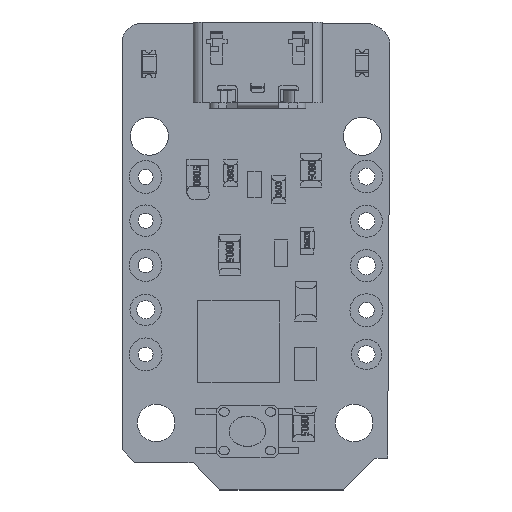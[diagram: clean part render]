
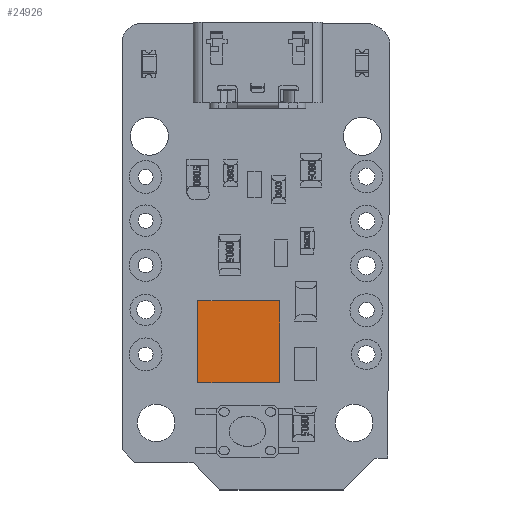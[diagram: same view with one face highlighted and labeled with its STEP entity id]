
A CAD part, top view. The second image highlights one B-rep face of the part: STEP entity #24926.
In plain terms, the highlighted planar face has unit normal (0, 0, 1).
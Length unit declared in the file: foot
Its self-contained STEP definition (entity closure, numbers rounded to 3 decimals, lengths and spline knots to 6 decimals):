
#3007=FACE_OUTER_BOUND('',#4367,.T.);
#4367=EDGE_LOOP('',(#21302,#21303,#21304,#21305));
#6791=LINE('',#42031,#9140);
#6794=LINE('',#42036,#9143);
#6796=LINE('',#42040,#9145);
#6797=LINE('',#42042,#9146);
#9140=VECTOR('',#30680,0.003063);
#9143=VECTOR('',#30685,0.003063);
#9145=VECTOR('',#30689,0.003063);
#9146=VECTOR('',#30692,0.003063);
#11418=VERTEX_POINT('',#42028);
#11419=VERTEX_POINT('',#42030);
#11420=VERTEX_POINT('',#42034);
#11421=VERTEX_POINT('',#42038);
#14799=EDGE_CURVE('',#11419,#11418,#6791,.T.);
#14802=EDGE_CURVE('',#11418,#11420,#6794,.T.);
#14804=EDGE_CURVE('',#11420,#11421,#6796,.T.);
#14805=EDGE_CURVE('',#11421,#11419,#6797,.T.);
#21302=ORIENTED_EDGE('',*,*,#14802,.T.);
#21303=ORIENTED_EDGE('',*,*,#14804,.T.);
#21304=ORIENTED_EDGE('',*,*,#14805,.T.);
#21305=ORIENTED_EDGE('',*,*,#14799,.T.);
#22915=PLANE('',#26227);
#24926=ADVANCED_FACE('',(#3007),#22915,.F.);
#26227=AXIS2_PLACEMENT_3D('',#42043,#30693,#30694);
#30680=DIRECTION('',(-1.,0.,0.));
#30685=DIRECTION('',(0.,-1.,0.));
#30689=DIRECTION('',(1.,0.,0.));
#30692=DIRECTION('',(0.,1.,0.));
#30693=DIRECTION('center_axis',(0.,0.,-1.));
#30694=DIRECTION('ref_axis',(-1.,0.,0.));
#42028=CARTESIAN_POINT('',(0.164015,0.178549,0.003281));
#42030=CARTESIAN_POINT('',(0.179635,0.178549,0.003281));
#42031=CARTESIAN_POINT('',(0.179635,0.178549,0.003281));
#42034=CARTESIAN_POINT('',(0.164015,0.162929,0.003281));
#42036=CARTESIAN_POINT('',(0.164015,0.178549,0.003281));
#42038=CARTESIAN_POINT('',(0.179635,0.162929,0.003281));
#42040=CARTESIAN_POINT('',(0.164015,0.162929,0.003281));
#42042=CARTESIAN_POINT('',(0.179635,0.162929,0.003281));
#42043=CARTESIAN_POINT('Origin',(0.164015,0.178549,0.003281));
